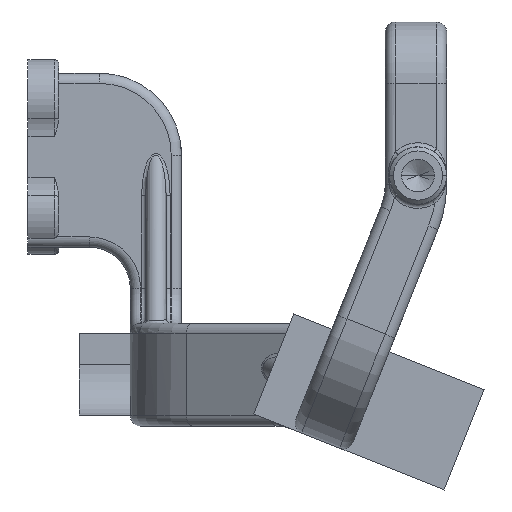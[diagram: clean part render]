
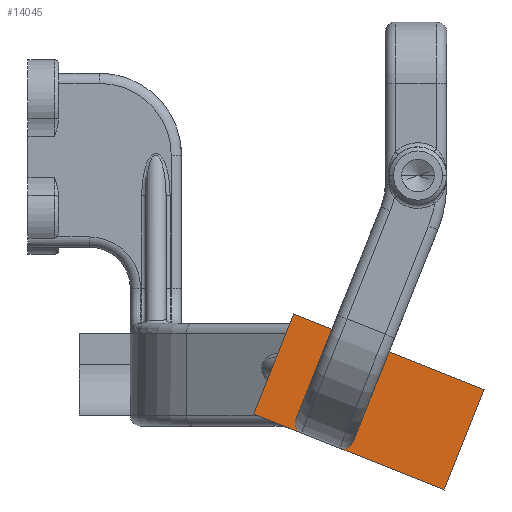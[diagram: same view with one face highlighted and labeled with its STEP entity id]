
A CAD part, front view. The second image highlights one B-rep face of the part: STEP entity #14045.
In plain terms, the highlighted planar face has unit normal (0, -1, 0).
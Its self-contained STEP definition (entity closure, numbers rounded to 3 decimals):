
#14006=DIRECTION('',(-0.371,0.,-0.928));
#14007=VECTOR('',#14006,5.262);
#14008=CARTESIAN_POINT('',(22.278,10.25,3.029));
#14009=LINE('',#14008,#14007);
#14010=DIRECTION('',(-0.928,0.,0.371));
#14011=VECTOR('',#14010,10.);
#14012=CARTESIAN_POINT('',(20.323,10.25,-1.857));
#14013=LINE('',#14012,#14011);
#14014=DIRECTION('',(0.371,0.,0.928));
#14015=VECTOR('',#14014,5.262);
#14016=CARTESIAN_POINT('',(11.039,10.25,1.857));
#14017=LINE('',#14016,#14015);
#14018=DIRECTION('',(0.928,0.,-0.371));
#14019=VECTOR('',#14018,10.);
#14020=CARTESIAN_POINT('',(12.993,10.25,6.743));
#14021=LINE('',#14020,#14019);
#14022=CARTESIAN_POINT('',(22.278,10.25,3.029));
#14023=CARTESIAN_POINT('',(20.323,10.25,-1.857));
#14024=VERTEX_POINT('',#14022);
#14025=VERTEX_POINT('',#14023);
#14026=CARTESIAN_POINT('',(12.993,10.25,6.743));
#14027=CARTESIAN_POINT('',(11.039,10.25,1.857));
#14028=VERTEX_POINT('',#14026);
#14029=VERTEX_POINT('',#14027);
#14030=CARTESIAN_POINT('',(22.278,10.25,3.029));
#14031=DIRECTION('',(0.,-1.,0.));
#14032=DIRECTION('',(-0.371,0.,-0.928));
#14033=AXIS2_PLACEMENT_3D('',#14030,#14031,#14032);
#14034=PLANE('',#14033);
#14036=ORIENTED_EDGE('',*,*,#14035,.T.);
#14038=ORIENTED_EDGE('',*,*,#14037,.T.);
#14040=ORIENTED_EDGE('',*,*,#14039,.T.);
#14042=ORIENTED_EDGE('',*,*,#14041,.T.);
#14043=EDGE_LOOP('',(#14036,#14038,#14040,#14042));
#14044=FACE_OUTER_BOUND('',#14043,.F.);
#14045=ADVANCED_FACE('',(#14044),#14034,.T.);
#14035=EDGE_CURVE('',#14024,#14025,#14009,.T.);
#14037=EDGE_CURVE('',#14025,#14029,#14013,.T.);
#14039=EDGE_CURVE('',#14029,#14028,#14017,.T.);
#14041=EDGE_CURVE('',#14028,#14024,#14021,.T.);
